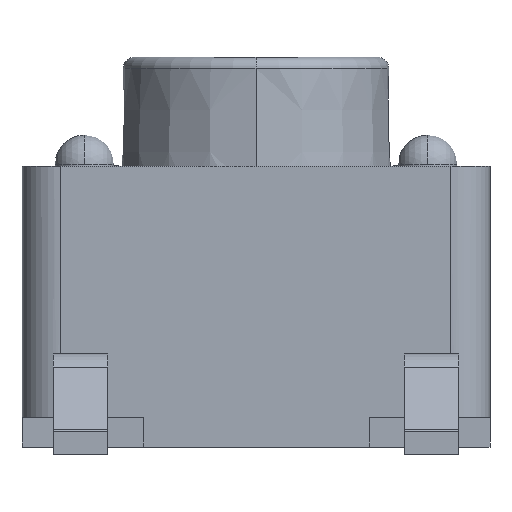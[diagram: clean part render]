
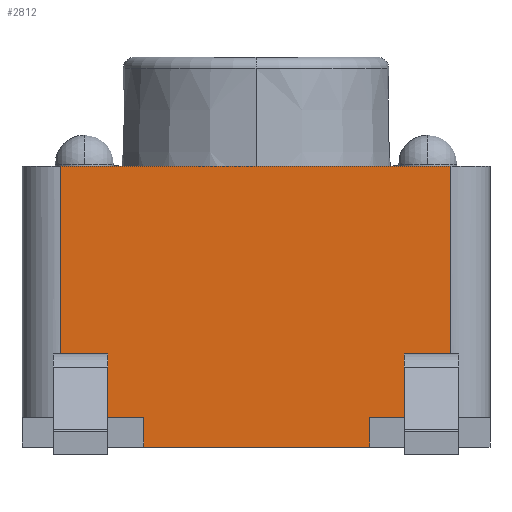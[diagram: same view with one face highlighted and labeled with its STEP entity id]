
A CAD part, left-side view. The second image highlights one B-rep face of the part: STEP entity #2812.
In plain terms, the highlighted planar face has unit normal (-1, 0, 0).
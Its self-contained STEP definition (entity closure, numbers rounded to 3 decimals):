
#60 = ORIENTED_EDGE ( 'NONE', *, *, #6854, .T. ) ;
#66 = VECTOR ( 'NONE', #164, 1000. ) ;
#97 = VERTEX_POINT ( 'NONE', #727 ) ;
#98 = VECTOR ( 'NONE', #6291, 1000. ) ;
#164 = DIRECTION ( 'NONE',  ( 0., 0., 1. ) ) ;
#178 = ORIENTED_EDGE ( 'NONE', *, *, #8747, .T. ) ;
#246 = EDGE_CURVE ( 'NONE', #3963, #8027, #3303, .T. ) ;
#331 = EDGE_CURVE ( 'NONE', #5300, #3963, #4722, .T. ) ;
#367 = EDGE_CURVE ( 'NONE', #97, #2912, #5034, .T. ) ;
#460 = LINE ( 'NONE', #7442, #4818 ) ;
#482 = CARTESIAN_POINT ( 'NONE',  ( -3., -2.75, -0.56 ) ) ;
#560 = DIRECTION ( 'NONE',  ( 0., 0., 1. ) ) ;
#567 = VECTOR ( 'NONE', #560, 1000. ) ;
#601 = DIRECTION ( 'NONE',  ( 0., 1., 0. ) ) ;
#697 = CARTESIAN_POINT ( 'NONE',  ( -3., -1.46, 0. ) ) ;
#727 = CARTESIAN_POINT ( 'NONE',  ( -3., -2.5, 0.52 ) ) ;
#798 = VECTOR ( 'NONE', #6485, 1000. ) ;
#844 = ORIENTED_EDGE ( 'NONE', *, *, #937, .T. ) ;
#937 = EDGE_CURVE ( 'NONE', #97, #2292, #5341, .T. ) ;
#981 = DIRECTION ( 'NONE',  ( -1., 0., 0. ) ) ;
#1041 = EDGE_CURVE ( 'NONE', #7021, #6374, #6998, .T. ) ;
#1082 = EDGE_CURVE ( 'NONE', #3991, #5053, #7898, .T. ) ;
#1239 = DIRECTION ( 'NONE',  ( 0., -1., 0. ) ) ;
#1260 = CARTESIAN_POINT ( 'NONE',  ( -3., -2.5, 0.82 ) ) ;
#1295 = CARTESIAN_POINT ( 'NONE',  ( -3., 1.9, 0.82 ) ) ;
#1433 = CARTESIAN_POINT ( 'NONE',  ( -3., -1.9, 0.52 ) ) ;
#1535 = CARTESIAN_POINT ( 'NONE',  ( -3., 2.5, 0.52 ) ) ;
#1603 = VECTOR ( 'NONE', #3247, 1000. ) ;
#1633 = VERTEX_POINT ( 'NONE', #6184 ) ;
#1827 = CARTESIAN_POINT ( 'NONE',  ( -3., 1.9, 0.82 ) ) ;
#1846 = CARTESIAN_POINT ( 'NONE',  ( -3., 2.5, 3.22 ) ) ;
#1872 = DIRECTION ( 'NONE',  ( 0., 0., 1. ) ) ;
#1975 = VECTOR ( 'NONE', #601, 1000. ) ;
#1989 = LINE ( 'NONE', #8349, #567 ) ;
#2019 = EDGE_CURVE ( 'NONE', #8027, #6040, #3416, .T. ) ;
#2056 = CARTESIAN_POINT ( 'NONE',  ( -3., 2.5, 0. ) ) ;
#2196 = LINE ( 'NONE', #7116, #98 ) ;
#2215 = CARTESIAN_POINT ( 'NONE',  ( -3., -1.46, -0.38 ) ) ;
#2218 = VERTEX_POINT ( 'NONE', #1846 ) ;
#2292 = VERTEX_POINT ( 'NONE', #1433 ) ;
#2351 = CARTESIAN_POINT ( 'NONE',  ( -3., -1.9, 0.82 ) ) ;
#2393 = AXIS2_PLACEMENT_3D ( 'NONE', #482, #981, #1872 ) ;
#2502 = CARTESIAN_POINT ( 'NONE',  ( -3., -1.9, 0.52 ) ) ;
#2570 = DIRECTION ( 'NONE',  ( 0., -1., 0. ) ) ;
#2607 = ORIENTED_EDGE ( 'NONE', *, *, #367, .F. ) ;
#2632 = ORIENTED_EDGE ( 'NONE', *, *, #5273, .T. ) ;
#2652 = ORIENTED_EDGE ( 'NONE', *, *, #6309, .F. ) ;
#2812 = ADVANCED_FACE ( 'NONE', ( #8818 ), #5354, .T. ) ;
#2912 = VERTEX_POINT ( 'NONE', #4815 ) ;
#2967 = ORIENTED_EDGE ( 'NONE', *, *, #331, .T. ) ;
#3004 = CARTESIAN_POINT ( 'NONE',  ( -3., 1.44, 0. ) ) ;
#3197 = CARTESIAN_POINT ( 'NONE',  ( -3., -2.5, 3.22 ) ) ;
#3247 = DIRECTION ( 'NONE',  ( 0., 0., 1. ) ) ;
#3303 = LINE ( 'NONE', #1827, #7046 ) ;
#3416 = LINE ( 'NONE', #6208, #1975 ) ;
#3571 = VECTOR ( 'NONE', #5254, 1000. ) ;
#3573 = DIRECTION ( 'NONE',  ( 0., 0., -1. ) ) ;
#3800 = LINE ( 'NONE', #3197, #8129 ) ;
#3963 = VERTEX_POINT ( 'NONE', #1295 ) ;
#3991 = VERTEX_POINT ( 'NONE', #8891 ) ;
#4033 = CARTESIAN_POINT ( 'NONE',  ( -3., 2.5, 0.82 ) ) ;
#4050 = EDGE_CURVE ( 'NONE', #7021, #2912, #4927, .T. ) ;
#4188 = CARTESIAN_POINT ( 'NONE',  ( -3., -1.46, 0. ) ) ;
#4273 = LINE ( 'NONE', #5600, #66 ) ;
#4310 = ORIENTED_EDGE ( 'NONE', *, *, #7066, .F. ) ;
#4507 = ORIENTED_EDGE ( 'NONE', *, *, #2019, .T. ) ;
#4577 = LINE ( 'NONE', #2502, #1603 ) ;
#4722 = LINE ( 'NONE', #4033, #7195 ) ;
#4808 = VECTOR ( 'NONE', #2570, 1000. ) ;
#4815 = CARTESIAN_POINT ( 'NONE',  ( -3., -2.5, 0. ) ) ;
#4818 = VECTOR ( 'NONE', #1239, 1000. ) ;
#4927 = LINE ( 'NONE', #4188, #6516 ) ;
#4972 = VERTEX_POINT ( 'NONE', #6082 ) ;
#5034 = LINE ( 'NONE', #6227, #5863 ) ;
#5053 = VERTEX_POINT ( 'NONE', #1260 ) ;
#5175 = ORIENTED_EDGE ( 'NONE', *, *, #4050, .T. ) ;
#5254 = DIRECTION ( 'NONE',  ( 0., 1., 0. ) ) ;
#5273 = EDGE_CURVE ( 'NONE', #7334, #4972, #460, .T. ) ;
#5300 = VERTEX_POINT ( 'NONE', #5375 ) ;
#5323 = VECTOR ( 'NONE', #5658, 1000. ) ;
#5341 = LINE ( 'NONE', #8131, #3571 ) ;
#5349 = EDGE_CURVE ( 'NONE', #1633, #2218, #2196, .T. ) ;
#5354 = PLANE ( 'NONE',  #2393 ) ;
#5375 = CARTESIAN_POINT ( 'NONE',  ( -3., 2.5, 0.82 ) ) ;
#5494 = DIRECTION ( 'NONE',  ( 0., 0., -1. ) ) ;
#5600 = CARTESIAN_POINT ( 'NONE',  ( -3., 2.5, 0. ) ) ;
#5658 = DIRECTION ( 'NONE',  ( 0., 0., -1. ) ) ;
#5863 = VECTOR ( 'NONE', #3573, 1000. ) ;
#5877 = EDGE_CURVE ( 'NONE', #2292, #3991, #4577, .T. ) ;
#5955 = ORIENTED_EDGE ( 'NONE', *, *, #1041, .F. ) ;
#6021 = CARTESIAN_POINT ( 'NONE',  ( -3., 1.44, -0.38 ) ) ;
#6040 = VERTEX_POINT ( 'NONE', #1535 ) ;
#6082 = CARTESIAN_POINT ( 'NONE',  ( -3., 1.44, 0. ) ) ;
#6152 = CARTESIAN_POINT ( 'NONE',  ( -3., 1.9, 0.52 ) ) ;
#6184 = CARTESIAN_POINT ( 'NONE',  ( -3., -2.5, 3.22 ) ) ;
#6193 = CARTESIAN_POINT ( 'NONE',  ( -3., -1.46, 0. ) ) ;
#6208 = CARTESIAN_POINT ( 'NONE',  ( -3., 1.9, 0.52 ) ) ;
#6227 = CARTESIAN_POINT ( 'NONE',  ( -3., -2.5, 0.52 ) ) ;
#6250 = DIRECTION ( 'NONE',  ( 0., -1., 0. ) ) ;
#6291 = DIRECTION ( 'NONE',  ( 0., 1., 0. ) ) ;
#6309 = EDGE_CURVE ( 'NONE', #5300, #2218, #1989, .T. ) ;
#6374 = VERTEX_POINT ( 'NONE', #2215 ) ;
#6485 = DIRECTION ( 'NONE',  ( 0., 0., -1. ) ) ;
#6489 = VECTOR ( 'NONE', #8483, 1000. ) ;
#6516 = VECTOR ( 'NONE', #6250, 1000. ) ;
#6839 = ORIENTED_EDGE ( 'NONE', *, *, #5349, .T. ) ;
#6854 = EDGE_CURVE ( 'NONE', #7938, #6374, #8661, .T. ) ;
#6998 = LINE ( 'NONE', #697, #5323 ) ;
#7021 = VERTEX_POINT ( 'NONE', #6193 ) ;
#7046 = VECTOR ( 'NONE', #5494, 1000. ) ;
#7066 = EDGE_CURVE ( 'NONE', #7334, #6040, #4273, .T. ) ;
#7116 = CARTESIAN_POINT ( 'NONE',  ( -3., -2.5, 3.22 ) ) ;
#7195 = VECTOR ( 'NONE', #7504, 1000. ) ;
#7214 = ORIENTED_EDGE ( 'NONE', *, *, #5877, .T. ) ;
#7334 = VERTEX_POINT ( 'NONE', #2056 ) ;
#7354 = CARTESIAN_POINT ( 'NONE',  ( -3., 1.44, -0.38 ) ) ;
#7432 = ORIENTED_EDGE ( 'NONE', *, *, #246, .T. ) ;
#7442 = CARTESIAN_POINT ( 'NONE',  ( -3., 2.5, 0. ) ) ;
#7504 = DIRECTION ( 'NONE',  ( 0., -1., 0. ) ) ;
#7829 = EDGE_LOOP ( 'NONE', ( #4310, #2632, #178, #60, #5955, #5175, #2607, #844, #7214, #8151, #8691, #6839, #2652, #2967, #7432, #4507 ) ) ;
#7898 = LINE ( 'NONE', #2351, #6489 ) ;
#7938 = VERTEX_POINT ( 'NONE', #7354 ) ;
#7946 = LINE ( 'NONE', #3004, #798 ) ;
#8027 = VERTEX_POINT ( 'NONE', #6152 ) ;
#8129 = VECTOR ( 'NONE', #8586, 1000. ) ;
#8131 = CARTESIAN_POINT ( 'NONE',  ( -3., -2.5, 0.52 ) ) ;
#8151 = ORIENTED_EDGE ( 'NONE', *, *, #1082, .T. ) ;
#8349 = CARTESIAN_POINT ( 'NONE',  ( -3., 2.5, 0.82 ) ) ;
#8483 = DIRECTION ( 'NONE',  ( 0., -1., 0. ) ) ;
#8586 = DIRECTION ( 'NONE',  ( 0., 0., -1. ) ) ;
#8661 = LINE ( 'NONE', #6021, #4808 ) ;
#8691 = ORIENTED_EDGE ( 'NONE', *, *, #8761, .F. ) ;
#8747 = EDGE_CURVE ( 'NONE', #4972, #7938, #7946, .T. ) ;
#8761 = EDGE_CURVE ( 'NONE', #1633, #5053, #3800, .T. ) ;
#8818 = FACE_OUTER_BOUND ( 'NONE', #7829, .T. ) ;
#8891 = CARTESIAN_POINT ( 'NONE',  ( -3., -1.9, 0.82 ) ) ;
